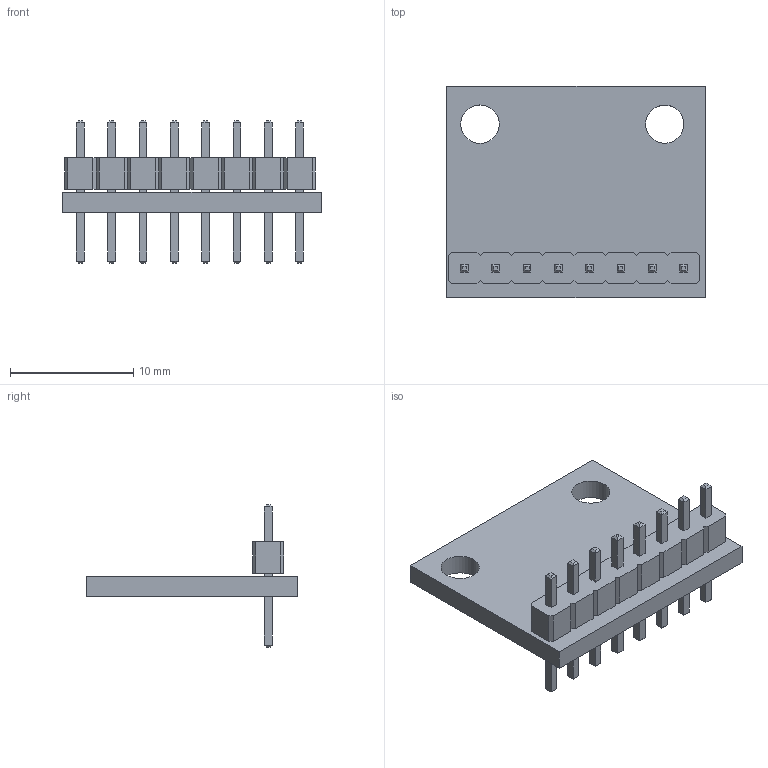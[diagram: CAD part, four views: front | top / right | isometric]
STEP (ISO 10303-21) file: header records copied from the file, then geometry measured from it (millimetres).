
FILE_DESCRIPTION(('FreeCAD Model'),'2;1');
FILE_NAME('Open CASCADE Shape Model','2023-01-16T13:31:36',('BT'),(''), 'Open CASCADE STEP processor 7.6','FreeCAD','Unknown');
FILE_SCHEMA(('AUTOMOTIVE_DESIGN_CC2 { 1 2 10303 214 -1 1 5 4 }'));
Length unit declared in the file: millimetre
Products named in the file (1): Open_CASCADE_STEP_translator_7_5_1_cp
Bounding box: 20.95 x 17.14 x 11.54 mm (x, y, z)
Volume: 713.3 mm3; surface area: 1279.5 mm2
Topology: 2 solids, 2 shells, 236 faces, 584 edges, 368 vertices
Faces by surface type: plane 202, cylinder 34
Full cylindrical faces by diameter (mm): 3.096 x1, 3.118 x1
Entity records: 8528 total; most frequent: CARTESIAN_POINT 1189, ORIENTED_EDGE 1168, DIRECTION 1126, EDGE_CURVE 584, LINE 516, VECTOR 516, VERTEX_POINT 368, AXIS2_PLACEMENT_3D 305
